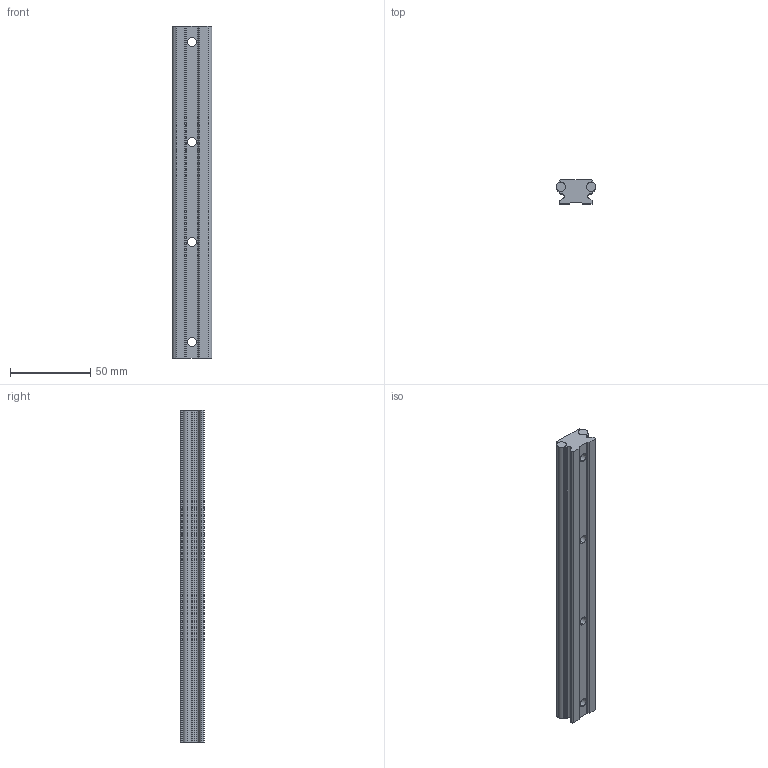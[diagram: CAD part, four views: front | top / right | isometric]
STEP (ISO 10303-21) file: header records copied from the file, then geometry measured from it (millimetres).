
FILE_DESCRIPTION (( 'STEP AP214' ), '1' );
FILE_NAME ('ELFS25.STEP', '2016-09-14T10:59:21', ( 'admin' ), ( '' ), 'SwSTEP 2.0', 'SolidWorks 2016', '' );
FILE_SCHEMA (( 'AUTOMOTIVE_DESIGN' ));
Length unit declared in the file: millimetre
Products named in the file (3): EDM_ELFS25-STR_STEP; ELFS25; W6h6-ELFS25
Assembly tree (3 placements, depth 2):
  ELFS25
    EDM_ELFS25-STR_STEP
    W6h6-ELFS25  x2
Bounding box: 24.99 x 15 x 207.5 mm (x, y, z)
Volume: 60254.5 mm3; surface area: 28353.2 mm2
Topology: 3 solids, 3 shells, 75 faces, 195 edges, 130 vertices
Faces by surface type: cylinder 43, plane 32
Entity records: 2379 total; most frequent: DIRECTION 425, CARTESIAN_POINT 392, ORIENTED_EDGE 378, EDGE_CURVE 189, AXIS2_PLACEMENT_3D 159, VERTEX_POINT 126, LINE 107, VECTOR 107
